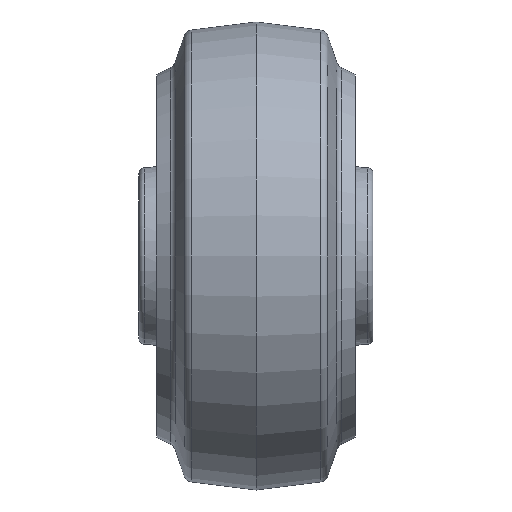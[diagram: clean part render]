
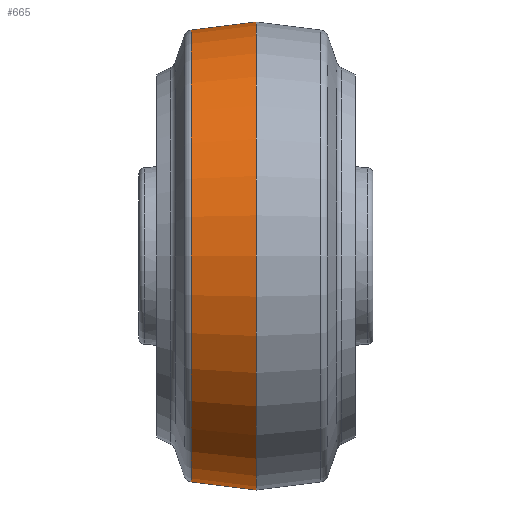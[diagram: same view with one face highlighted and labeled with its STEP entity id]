
A CAD part, front view. The second image highlights one B-rep face of the part: STEP entity #665.
In plain terms, the highlighted conical face has half-angle 7.125 degrees and reference radius 40 mm.
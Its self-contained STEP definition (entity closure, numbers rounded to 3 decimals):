
#105 = ORIENTED_EDGE ( 'NONE', *, *, #1706, .T. ) ;
#164 = AXIS2_PLACEMENT_3D ( 'NONE', #570, #254, #1663 ) ;
#166 = VERTEX_POINT ( 'NONE', #1787 ) ;
#169 = VECTOR ( 'NONE', #1617, 1000. ) ;
#222 = AXIS2_PLACEMENT_3D ( 'NONE', #757, #1328, #898 ) ;
#254 = DIRECTION ( 'NONE',  ( -1., 0., 0. ) ) ;
#271 = EDGE_CURVE ( 'NONE', #751, #166, #1451, .T. ) ;
#382 = ORIENTED_EDGE ( 'NONE', *, *, #1198, .F. ) ;
#440 = ORIENTED_EDGE ( 'NONE', *, *, #1275, .T. ) ;
#451 = AXIS2_PLACEMENT_3D ( 'NONE', #1498, #1216, #667 ) ;
#471 = CARTESIAN_POINT ( 'NONE',  ( 0., 0., 40. ) ) ;
#570 = CARTESIAN_POINT ( 'NONE',  ( 0., 0., 0. ) ) ;
#665 = ADVANCED_FACE ( 'NONE', ( #1637 ), #1255, .T. ) ;
#667 = DIRECTION ( 'NONE',  ( 0., 0., -1. ) ) ;
#751 = VERTEX_POINT ( 'NONE', #1468 ) ;
#757 = CARTESIAN_POINT ( 'NONE',  ( -11.062, 0., 0. ) ) ;
#783 = CIRCLE ( 'NONE', #164, 40. ) ;
#898 = DIRECTION ( 'NONE',  ( 0., 0., 1. ) ) ;
#919 = EDGE_LOOP ( 'NONE', ( #382, #1141, #105, #440 ) ) ;
#1141 = ORIENTED_EDGE ( 'NONE', *, *, #271, .T. ) ;
#1158 = LINE ( 'NONE', #1178, #1729 ) ;
#1178 = CARTESIAN_POINT ( 'NONE',  ( 0., 0., -40. ) ) ;
#1198 = EDGE_CURVE ( 'NONE', #751, #1608, #1799, .T. ) ;
#1216 = DIRECTION ( 'NONE',  ( 1., 0., 0. ) ) ;
#1227 = CARTESIAN_POINT ( 'NONE',  ( 0., 0., 40. ) ) ;
#1255 = CONICAL_SURFACE ( 'NONE', #451, 40., 0.124 ) ;
#1275 = EDGE_CURVE ( 'NONE', #1782, #1608, #783, .T. ) ;
#1328 = DIRECTION ( 'NONE',  ( 1., 0., 0. ) ) ;
#1355 = CARTESIAN_POINT ( 'NONE',  ( 0., 0., -40. ) ) ;
#1416 = DIRECTION ( 'NONE',  ( 0.992, 0., -0.124 ) ) ;
#1451 = CIRCLE ( 'NONE', #222, 38.617 ) ;
#1468 = CARTESIAN_POINT ( 'NONE',  ( -11.062, 0., 38.617 ) ) ;
#1498 = CARTESIAN_POINT ( 'NONE',  ( 0., 0., 0. ) ) ;
#1608 = VERTEX_POINT ( 'NONE', #471 ) ;
#1617 = DIRECTION ( 'NONE',  ( 0.992, 0., 0.124 ) ) ;
#1637 = FACE_OUTER_BOUND ( 'NONE', #919, .T. ) ;
#1663 = DIRECTION ( 'NONE',  ( 0., 0., 1. ) ) ;
#1706 = EDGE_CURVE ( 'NONE', #166, #1782, #1158, .T. ) ;
#1729 = VECTOR ( 'NONE', #1416, 1000. ) ;
#1782 = VERTEX_POINT ( 'NONE', #1355 ) ;
#1787 = CARTESIAN_POINT ( 'NONE',  ( -11.062, 0., -38.617 ) ) ;
#1799 = LINE ( 'NONE', #1227, #169 ) ;
